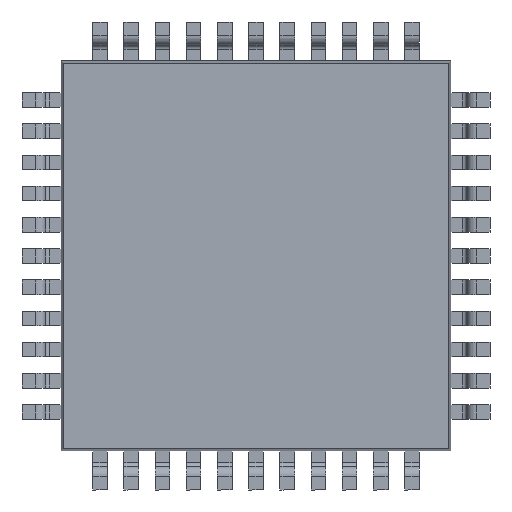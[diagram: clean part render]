
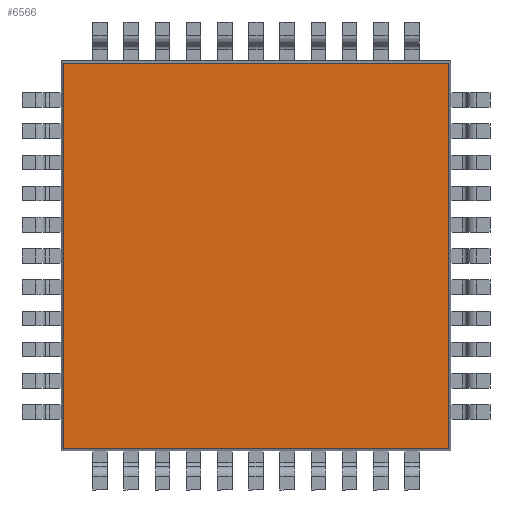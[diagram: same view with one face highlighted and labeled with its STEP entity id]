
A CAD part, front view. The second image highlights one B-rep face of the part: STEP entity #6566.
In plain terms, the highlighted planar face has unit normal (0, -1, 0).
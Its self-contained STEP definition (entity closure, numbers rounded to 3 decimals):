
#193 = EDGE_CURVE ( 'NONE', #14435, #11825, #16612, .T. ) ;
#348 = DIRECTION ( 'NONE',  ( 1., 0., 0. ) ) ;
#404 = CARTESIAN_POINT ( 'NONE',  ( -5., 0.2, -4.948 ) ) ;
#681 = VECTOR ( 'NONE', #348, 1000. ) ;
#1113 = VECTOR ( 'NONE', #4896, 1000. ) ;
#1347 = CARTESIAN_POINT ( 'NONE',  ( 4.948, 0.2, -4.948 ) ) ;
#3089 = CARTESIAN_POINT ( 'NONE',  ( 5., 0.2, 4.948 ) ) ;
#3158 = VECTOR ( 'NONE', #12748, 1000. ) ;
#4010 = CARTESIAN_POINT ( 'NONE',  ( 0., 0.2, 0. ) ) ;
#4742 = LINE ( 'NONE', #404, #681 ) ;
#4832 = LINE ( 'NONE', #17291, #3158 ) ;
#4888 = ORIENTED_EDGE ( 'NONE', *, *, #193, .T. ) ;
#4896 = DIRECTION ( 'NONE',  ( -1., 0., 0. ) ) ;
#5066 = EDGE_CURVE ( 'NONE', #18938, #14435, #4742, .T. ) ;
#5301 = VECTOR ( 'NONE', #8639, 1000. ) ;
#5784 = PLANE ( 'NONE',  #8342 ) ;
#6566 = ADVANCED_FACE ( 'NONE', ( #12424 ), #5784, .T. ) ;
#8342 = AXIS2_PLACEMENT_3D ( 'NONE', #4010, #17648, #14546 ) ;
#8446 = LINE ( 'NONE', #3089, #1113 ) ;
#8639 = DIRECTION ( 'NONE',  ( 0., 0., 1. ) ) ;
#9375 = CARTESIAN_POINT ( 'NONE',  ( 4.948, 0.2, 4.948 ) ) ;
#11354 = ORIENTED_EDGE ( 'NONE', *, *, #17618, .T. ) ;
#11825 = VERTEX_POINT ( 'NONE', #9375 ) ;
#12424 = FACE_OUTER_BOUND ( 'NONE', #18059, .T. ) ;
#12748 = DIRECTION ( 'NONE',  ( 0., 0., -1. ) ) ;
#13314 = ORIENTED_EDGE ( 'NONE', *, *, #16358, .T. ) ;
#14435 = VERTEX_POINT ( 'NONE', #1347 ) ;
#14546 = DIRECTION ( 'NONE',  ( 0., 0., -1. ) ) ;
#14549 = CARTESIAN_POINT ( 'NONE',  ( 4.948, 0.2, -5. ) ) ;
#14905 = VERTEX_POINT ( 'NONE', #18814 ) ;
#16266 = ORIENTED_EDGE ( 'NONE', *, *, #5066, .T. ) ;
#16358 = EDGE_CURVE ( 'NONE', #11825, #14905, #8446, .T. ) ;
#16612 = LINE ( 'NONE', #14549, #5301 ) ;
#16801 = CARTESIAN_POINT ( 'NONE',  ( -4.948, 0.2, -4.948 ) ) ;
#17291 = CARTESIAN_POINT ( 'NONE',  ( -4.948, 0.2, 5. ) ) ;
#17618 = EDGE_CURVE ( 'NONE', #14905, #18938, #4832, .T. ) ;
#17648 = DIRECTION ( 'NONE',  ( 0., -1., 0. ) ) ;
#18059 = EDGE_LOOP ( 'NONE', ( #13314, #11354, #16266, #4888 ) ) ;
#18814 = CARTESIAN_POINT ( 'NONE',  ( -4.948, 0.2, 4.948 ) ) ;
#18938 = VERTEX_POINT ( 'NONE', #16801 ) ;
